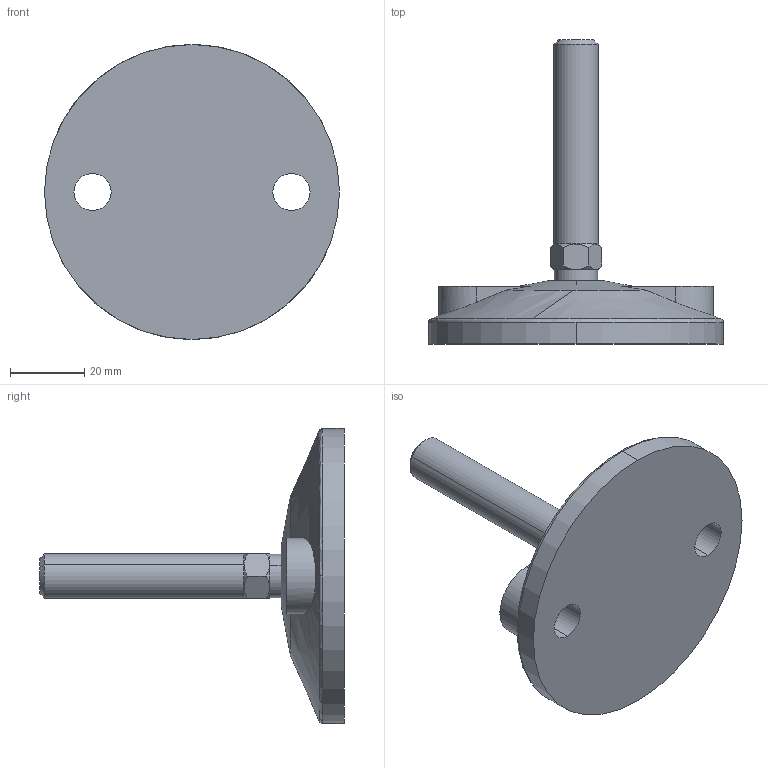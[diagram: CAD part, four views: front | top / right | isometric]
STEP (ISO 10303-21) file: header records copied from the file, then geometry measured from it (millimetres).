
FILE_DESCRIPTION (( 'STEP AP214' ), '1' );
FILE_NAME ('SNSD.30.50.71. Îïîðà ðåãóëèðóåìàÿ Ì12õ55(A15).STEP', '2014-11-25T08:22:09', ( 'XTreme.ws' ), ( 'XTreme.ws' ), 'SwSTEP 2.0', 'SolidWorks 2014', '' );
FILE_SCHEMA (( 'AUTOMOTIVE_DESIGN' ));
Length unit declared in the file: millimetre
Products named in the file (3): SNSD.30.50.71. 鍔錓(A15)_00; SNSD.30.50.71. Îïîðà(A15)_00; SNSD.30.50.71. Îïîðà ðåãóëèðóåìàÿ Ì12õ55(A15)
Assembly tree (2 placements, depth 2):
  SNSD.30.50.71. Îïîðà ðåãóëèðóåìàÿ Ì12õ55(A15)
    SNSD.30.50.71. Îïîðà(A15)_00
    SNSD.30.50.71. 鍔錓(A15)_00
Bounding box: 79.5 x 82.02 x 79.5 mm (x, y, z)
Volume: 65487.3 mm3; surface area: 16447.1 mm2
Topology: 2 solids, 2 shells, 83 faces, 212 edges, 136 vertices
Faces by surface type: plane 35, cylinder 20, cone 20, sphere 4, torus 2, bspline 2
Entity records: 3088 total; most frequent: CARTESIAN_POINT 1004, ORIENTED_EDGE 424, DIRECTION 398, EDGE_CURVE 212, AXIS2_PLACEMENT_3D 164, VERTEX_POINT 136, EDGE_LOOP 90, ADVANCED_FACE 83
